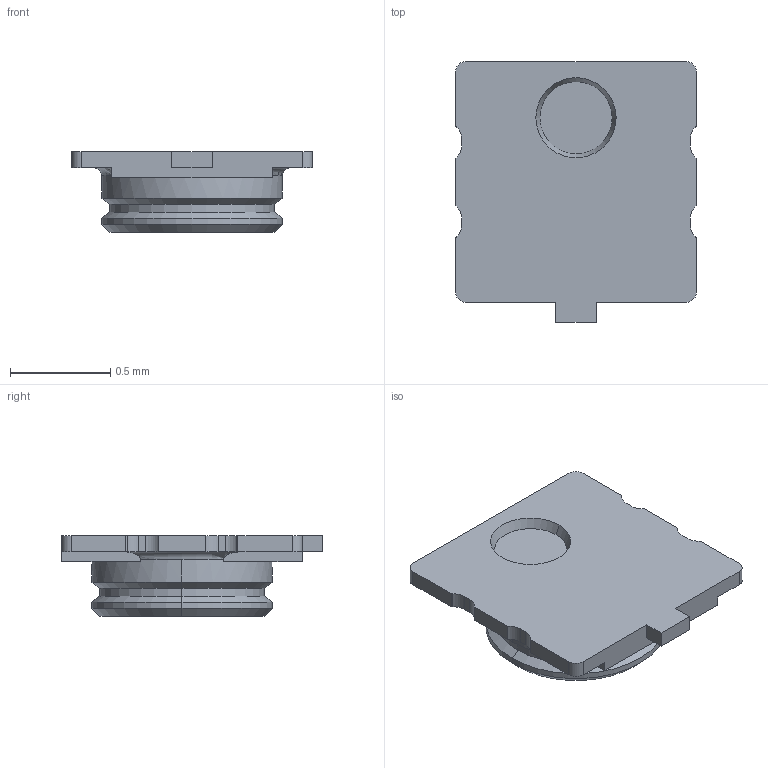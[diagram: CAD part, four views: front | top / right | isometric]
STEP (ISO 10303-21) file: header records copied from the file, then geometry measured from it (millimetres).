
FILE_DESCRIPTION((''),'2;1');
FILE_NAME('CR0003R01A_3D','2024-05-16T08:48:56',('eng801'),(''),'CREO PARAMETRIC BY PTC INC, 2019010','CREO PARAMETRIC BY PTC INC, 2019010','');
FILE_SCHEMA(('CONFIG_CONTROL_DESIGN'));
Length unit declared in the file: millimetre
Products named in the file (1): CR0003R01A_3D
Bounding box: 1.2 x 1.3 x 0.4 mm (x, y, z)
Volume: 0.2 mm3; surface area: 5 mm2
Topology: 1 solids, 2 shells, 77 faces, 232 edges, 162 vertices
Faces by surface type: plane 31, cylinder 28, cone 12, torus 4, bspline 2
Entity records: 2770 total; most frequent: CARTESIAN_POINT 568, DIRECTION 480, ORIENTED_EDGE 424, EDGE_CURVE 212, AXIS2_PLACEMENT_3D 176, VERTEX_POINT 142, VECTOR 128, LINE 128
